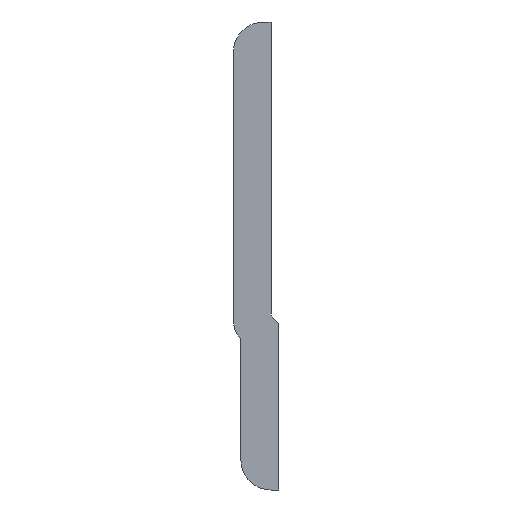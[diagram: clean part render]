
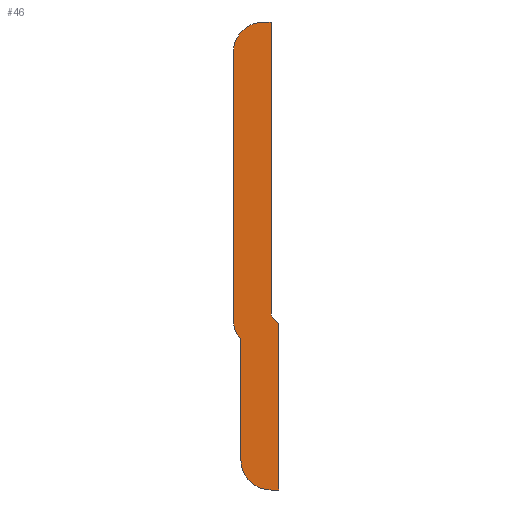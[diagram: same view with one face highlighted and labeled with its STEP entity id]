
A CAD part, left-side view. The second image highlights one B-rep face of the part: STEP entity #46.
In plain terms, the highlighted planar face has unit normal (-1, 0, 0).
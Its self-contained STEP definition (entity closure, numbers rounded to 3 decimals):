
#46=ADVANCED_FACE('',(#64),#65,.F.);
#64=FACE_OUTER_BOUND('',#102,.T.);
#65=PLANE('',#103);
#102=EDGE_LOOP('',(#140,#141,#142,#143,#144,#145,#146,#147,#148,#149,#150));
#103=AXIS2_PLACEMENT_3D('',#151,#152,#153);
#140=ORIENTED_EDGE('',*,*,#281,.F.);
#141=ORIENTED_EDGE('',*,*,#282,.F.);
#142=ORIENTED_EDGE('',*,*,#283,.F.);
#143=ORIENTED_EDGE('',*,*,#284,.T.);
#144=ORIENTED_EDGE('',*,*,#285,.F.);
#145=ORIENTED_EDGE('',*,*,#286,.F.);
#146=ORIENTED_EDGE('',*,*,#287,.F.);
#147=ORIENTED_EDGE('',*,*,#288,.F.);
#148=ORIENTED_EDGE('',*,*,#289,.F.);
#149=ORIENTED_EDGE('',*,*,#290,.T.);
#150=ORIENTED_EDGE('',*,*,#291,.F.);
#151=CARTESIAN_POINT('',(0.0,0.0,0.0));
#152=DIRECTION('',(1.0,0.0,0.0));
#153=DIRECTION('',(0.0,1.0,0.0));
#281=EDGE_CURVE('',#326,#327,#328,.T.);
#282=EDGE_CURVE('',#329,#326,#330,.T.);
#283=EDGE_CURVE('',#331,#329,#332,.T.);
#284=EDGE_CURVE('',#331,#333,#334,.T.);
#285=EDGE_CURVE('',#335,#333,#336,.T.);
#286=EDGE_CURVE('',#337,#335,#338,.T.);
#287=EDGE_CURVE('',#339,#337,#340,.T.);
#288=EDGE_CURVE('',#341,#339,#342,.T.);
#289=EDGE_CURVE('',#343,#341,#344,.T.);
#290=EDGE_CURVE('',#343,#345,#346,.T.);
#291=EDGE_CURVE('',#327,#345,#347,.T.);
#326=VERTEX_POINT('',#401);
#327=VERTEX_POINT('',#402);
#328=LINE('',#403,#404);
#329=VERTEX_POINT('',#405);
#330=CIRCLE('',#406,4.0);
#331=VERTEX_POINT('',#407);
#332=LINE('',#408,#409);
#333=VERTEX_POINT('',#410);
#334=CIRCLE('',#411,4.0);
#335=VERTEX_POINT('',#412);
#336=LINE('',#413,#414);
#337=VERTEX_POINT('',#415);
#338=CIRCLE('',#416,4.0);
#339=VERTEX_POINT('',#417);
#340=LINE('',#418,#419);
#341=VERTEX_POINT('',#420);
#342=LINE('',#421,#422);
#343=VERTEX_POINT('',#423);
#344=LINE('',#424,#425);
#345=VERTEX_POINT('',#426);
#346=CIRCLE('',#427,1.0);
#347=LINE('',#428,#429);
#401=CARTESIAN_POINT('',(0.0,2.0,40.0));
#402=CARTESIAN_POINT('',(0.0,1.0,40.0));
#403=CARTESIAN_POINT('',(0.0,2.0,40.0));
#404=VECTOR('',#505,1.0);
#405=CARTESIAN_POINT('',(0.0,6.0,36.0));
#406=AXIS2_PLACEMENT_3D('',#506,#507,#508);
#407=CARTESIAN_POINT('',(0.0,6.0,0.575));
#408=CARTESIAN_POINT('',(0.0,6.0,0.575));
#409=VECTOR('',#509,35.425);
#410=CARTESIAN_POINT('',(0.0,5.0,-2.071));
#411=AXIS2_PLACEMENT_3D('',#510,#511,#512);
#412=CARTESIAN_POINT('',(0.0,5.0,-18.0));
#413=CARTESIAN_POINT('',(0.0,5.0,-18.0));
#414=VECTOR('',#513,15.929);
#415=CARTESIAN_POINT('',(0.0,1.0,-22.0));
#416=AXIS2_PLACEMENT_3D('',#514,#515,#516);
#417=CARTESIAN_POINT('',(0.0,0.0,-22.0));
#418=CARTESIAN_POINT('',(0.0,0.0,-22.0));
#419=VECTOR('',#517,1.0);
#420=CARTESIAN_POINT('',(0.0,0.0,0.0));
#421=CARTESIAN_POINT('',(0.0,0.0,0.0));
#422=VECTOR('',#518,22.0);
#423=CARTESIAN_POINT('',(0.0,0.707,0.707));
#424=CARTESIAN_POINT('',(0.0,0.707,0.707));
#425=VECTOR('',#519,1.0);
#426=CARTESIAN_POINT('',(0.0,1.0,1.414));
#427=AXIS2_PLACEMENT_3D('',#520,#521,#522);
#428=CARTESIAN_POINT('',(0.0,1.0,40.0));
#429=VECTOR('',#523,38.586);
#505=DIRECTION('',(0.0,-1.0,0.0));
#506=CARTESIAN_POINT('',(0.0,2.0,36.0));
#507=DIRECTION('',(1.0,0.0,0.0));
#508=DIRECTION('',(0.0,1.0,0.0));
#509=DIRECTION('',(0.0,0.0,1.0));
#510=CARTESIAN_POINT('',(0.0,2.0,0.575));
#511=DIRECTION('',(-1.0,0.0,0.0));
#512=DIRECTION('',(0.0,1.0,0.0));
#513=DIRECTION('',(0.0,0.0,1.0));
#514=CARTESIAN_POINT('',(0.0,1.0,-18.0));
#515=DIRECTION('',(1.0,0.0,0.0));
#516=DIRECTION('',(0.0,0.0,-1.0));
#517=DIRECTION('',(0.0,1.0,0.0));
#518=DIRECTION('',(0.0,0.0,-1.0));
#519=DIRECTION('',(0.0,-0.707,-0.707));
#520=CARTESIAN_POINT('',(0.0,0.0,1.414));
#521=DIRECTION('',(1.0,0.0,0.0));
#522=DIRECTION('',(0.0,0.707,-0.707));
#523=DIRECTION('',(0.0,0.0,-1.0));
